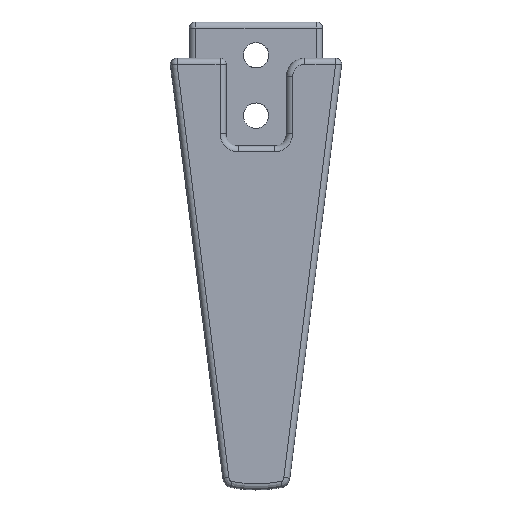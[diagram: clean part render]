
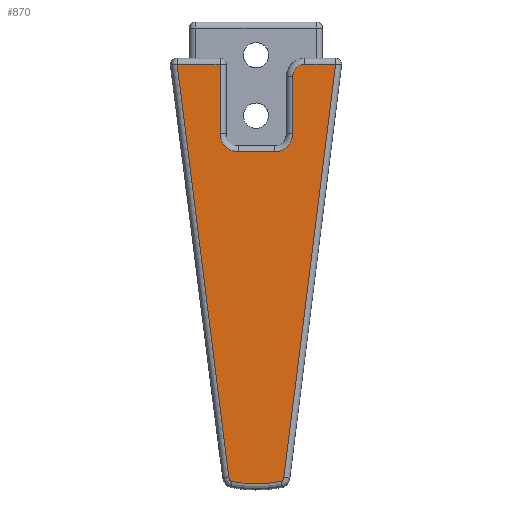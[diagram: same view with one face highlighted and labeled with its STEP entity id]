
A CAD part, front view. The second image highlights one B-rep face of the part: STEP entity #870.
In plain terms, the highlighted planar face has unit normal (0.008, -1, 0).
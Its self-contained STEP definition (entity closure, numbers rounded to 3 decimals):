
#785=AXIS2_PLACEMENT_3D('Plane Axis2P3D',#782,#783,#784) ;
#789=AXIS2_PLACEMENT_3D('Circle Axis2P3D',#787,#788,$) ;
#805=AXIS2_PLACEMENT_3D('Circle Axis2P3D',#803,#804,$) ;
#819=AXIS2_PLACEMENT_3D('Circle Axis2P3D',#817,#818,$) ;
#77=CARTESIAN_POINT('Vertex',(-4.71,20.549,-93.78)) ;
#114=CARTESIAN_POINT('Vertex',(-4.233,20.552,-94.45)) ;
#118=CARTESIAN_POINT('Control Point',(-4.233,20.552,-94.45)) ;
#119=CARTESIAN_POINT('Control Point',(-4.276,20.552,-94.441)) ;
#120=CARTESIAN_POINT('Control Point',(-4.363,20.551,-94.407)) ;
#121=CARTESIAN_POINT('Control Point',(-4.483,20.551,-94.311)) ;
#122=CARTESIAN_POINT('Control Point',(-4.588,20.55,-94.17)) ;
#123=CARTESIAN_POINT('Control Point',(-4.67,20.549,-93.99)) ;
#124=CARTESIAN_POINT('Control Point',(-4.701,20.549,-93.852)) ;
#125=CARTESIAN_POINT('Control Point',(-4.71,20.549,-93.78)) ;
#223=CARTESIAN_POINT('Vertex',(3.912,20.616,-94.45)) ;
#227=CARTESIAN_POINT('Control Point',(3.912,20.616,-94.45)) ;
#228=CARTESIAN_POINT('Control Point',(3.363,20.612,-94.559)) ;
#229=CARTESIAN_POINT('Control Point',(2.3,20.603,-94.729)) ;
#230=CARTESIAN_POINT('Control Point',(0.715,20.591,-94.857)) ;
#231=CARTESIAN_POINT('Control Point',(-0.859,20.579,-94.865)) ;
#232=CARTESIAN_POINT('Control Point',(-2.512,20.566,-94.745)) ;
#233=CARTESIAN_POINT('Control Point',(-3.644,20.557,-94.567)) ;
#234=CARTESIAN_POINT('Control Point',(-4.233,20.552,-94.45)) ;
#754=CARTESIAN_POINT('Vertex',(4.39,20.62,-93.78)) ;
#758=CARTESIAN_POINT('Control Point',(4.39,20.62,-93.78)) ;
#759=CARTESIAN_POINT('Control Point',(4.385,20.62,-93.819)) ;
#760=CARTESIAN_POINT('Control Point',(4.372,20.619,-93.891)) ;
#761=CARTESIAN_POINT('Control Point',(4.343,20.619,-93.992)) ;
#762=CARTESIAN_POINT('Control Point',(4.308,20.619,-94.081)) ;
#763=CARTESIAN_POINT('Control Point',(4.268,20.619,-94.158)) ;
#764=CARTESIAN_POINT('Control Point',(4.226,20.618,-94.224)) ;
#765=CARTESIAN_POINT('Control Point',(4.183,20.618,-94.28)) ;
#766=CARTESIAN_POINT('Control Point',(4.139,20.618,-94.327)) ;
#767=CARTESIAN_POINT('Control Point',(4.095,20.617,-94.364)) ;
#768=CARTESIAN_POINT('Control Point',(4.051,20.617,-94.394)) ;
#769=CARTESIAN_POINT('Control Point',(4.008,20.617,-94.418)) ;
#770=CARTESIAN_POINT('Control Point',(3.962,20.616,-94.438)) ;
#771=CARTESIAN_POINT('Control Point',(3.929,20.616,-94.446)) ;
#772=CARTESIAN_POINT('Control Point',(3.912,20.616,-94.45)) ;
#782=CARTESIAN_POINT('Axis2P3D Location',(16.62,20.715,-11.658)) ;
#787=CARTESIAN_POINT('Axis2P3D Location',(7.84,20.646,-27.396)) ;
#791=CARTESIAN_POINT('Vertex',(5.84,20.631,-27.396)) ;
#793=CARTESIAN_POINT('Vertex',(7.84,20.646,-25.396)) ;
#796=CARTESIAN_POINT('Line Origine',(5.84,20.631,-32.146)) ;
#800=CARTESIAN_POINT('Vertex',(5.84,20.631,-36.896)) ;
#803=CARTESIAN_POINT('Axis2P3D Location',(2.84,20.608,-36.896)) ;
#807=CARTESIAN_POINT('Vertex',(2.84,20.608,-39.896)) ;
#810=CARTESIAN_POINT('Line Origine',(-0.16,20.584,-39.896)) ;
#814=CARTESIAN_POINT('Vertex',(-3.16,20.561,-39.896)) ;
#817=CARTESIAN_POINT('Axis2P3D Location',(-3.16,20.561,-36.896)) ;
#821=CARTESIAN_POINT('Vertex',(-6.16,20.537,-36.896)) ;
#824=CARTESIAN_POINT('Line Origine',(-6.16,20.537,-31.146)) ;
#828=CARTESIAN_POINT('Vertex',(-6.16,20.537,-25.396)) ;
#831=CARTESIAN_POINT('Line Origine',(-9.718,20.51,-25.396)) ;
#835=CARTESIAN_POINT('Vertex',(-13.275,20.482,-25.396)) ;
#838=CARTESIAN_POINT('Line Origine',(-8.993,20.515,-59.588)) ;
#843=CARTESIAN_POINT('Line Origine',(8.672,20.653,-59.588)) ;
#847=CARTESIAN_POINT('Vertex',(12.955,20.686,-25.396)) ;
#850=CARTESIAN_POINT('Line Origine',(10.397,20.666,-25.396)) ;
#783=DIRECTION('Axis2P3D Direction',(0.008,-1.,0.)) ;
#784=DIRECTION('Axis2P3D XDirection',(-1.,-0.008,0.)) ;
#788=DIRECTION('Axis2P3D Direction',(0.008,-1.,0.)) ;
#797=DIRECTION('Vector Direction',(0.,0.,-1.)) ;
#804=DIRECTION('Axis2P3D Direction',(0.008,-1.,0.)) ;
#811=DIRECTION('Vector Direction',(-1.,-0.008,0.)) ;
#818=DIRECTION('Axis2P3D Direction',(0.008,-1.,0.)) ;
#825=DIRECTION('Vector Direction',(0.,0.,-1.)) ;
#832=DIRECTION('Vector Direction',(-1.,-0.008,0.)) ;
#839=DIRECTION('Vector Direction',(0.124,0.001,-0.992)) ;
#844=DIRECTION('Vector Direction',(0.124,0.001,0.992)) ;
#851=DIRECTION('Vector Direction',(1.,0.008,0.)) ;
#798=VECTOR('Line Direction',#797,1.) ;
#812=VECTOR('Line Direction',#811,1.) ;
#826=VECTOR('Line Direction',#825,1.) ;
#833=VECTOR('Line Direction',#832,1.) ;
#840=VECTOR('Line Direction',#839,1.) ;
#845=VECTOR('Line Direction',#844,1.) ;
#852=VECTOR('Line Direction',#851,1.) ;
#856=ORIENTED_EDGE('',*,*,#795,.F.) ;
#857=ORIENTED_EDGE('',*,*,#802,.F.) ;
#858=ORIENTED_EDGE('',*,*,#809,.F.) ;
#859=ORIENTED_EDGE('',*,*,#816,.F.) ;
#860=ORIENTED_EDGE('',*,*,#823,.F.) ;
#861=ORIENTED_EDGE('',*,*,#830,.F.) ;
#862=ORIENTED_EDGE('',*,*,#837,.T.) ;
#863=ORIENTED_EDGE('',*,*,#842,.T.) ;
#864=ORIENTED_EDGE('',*,*,#126,.F.) ;
#865=ORIENTED_EDGE('',*,*,#235,.F.) ;
#866=ORIENTED_EDGE('',*,*,#773,.F.) ;
#867=ORIENTED_EDGE('',*,*,#849,.T.) ;
#868=ORIENTED_EDGE('',*,*,#854,.F.) ;
#870=ADVANCED_FACE('brep_5',(#869),#786,.T.) ;
#790=CIRCLE('generated circle',#789,2.) ;
#806=CIRCLE('generated circle',#805,3.) ;
#820=CIRCLE('generated circle',#819,3.) ;
#126=EDGE_CURVE('',#115,#78,#117,.T.) ;
#235=EDGE_CURVE('',#224,#115,#226,.T.) ;
#773=EDGE_CURVE('',#755,#224,#757,.T.) ;
#795=EDGE_CURVE('',#792,#794,#790,.F.) ;
#802=EDGE_CURVE('',#801,#792,#799,.F.) ;
#809=EDGE_CURVE('',#808,#801,#806,.T.) ;
#816=EDGE_CURVE('',#815,#808,#813,.F.) ;
#823=EDGE_CURVE('',#822,#815,#820,.T.) ;
#830=EDGE_CURVE('',#829,#822,#827,.T.) ;
#837=EDGE_CURVE('',#829,#836,#834,.T.) ;
#842=EDGE_CURVE('',#836,#78,#841,.T.) ;
#849=EDGE_CURVE('',#755,#848,#846,.T.) ;
#854=EDGE_CURVE('',#794,#848,#853,.T.) ;
#855=EDGE_LOOP('',(#856,#857,#858,#859,#860,#861,#862,#863,#864,#865,#866,#867,#868)) ;
#869=FACE_OUTER_BOUND('',#855,.T.) ;
#799=LINE('Line',#796,#798) ;
#813=LINE('Line',#810,#812) ;
#827=LINE('Line',#824,#826) ;
#834=LINE('Line',#831,#833) ;
#841=LINE('Line',#838,#840) ;
#846=LINE('Line',#843,#845) ;
#853=LINE('Line',#850,#852) ;
#786=PLANE('',#785) ;
#78=VERTEX_POINT('',#77) ;
#115=VERTEX_POINT('',#114) ;
#224=VERTEX_POINT('',#223) ;
#755=VERTEX_POINT('',#754) ;
#792=VERTEX_POINT('',#791) ;
#794=VERTEX_POINT('',#793) ;
#801=VERTEX_POINT('',#800) ;
#808=VERTEX_POINT('',#807) ;
#815=VERTEX_POINT('',#814) ;
#822=VERTEX_POINT('',#821) ;
#829=VERTEX_POINT('',#828) ;
#836=VERTEX_POINT('',#835) ;
#848=VERTEX_POINT('',#847) ;
#117=(BOUNDED_CURVE()B_SPLINE_CURVE(3,(#118,#119,#120,#121,#122,#123,#124,#125),.UNSPECIFIED.,.F.,.U.)B_SPLINE_CURVE_WITH_KNOTS((4,1,1,1,1,4),(0.146,0.491,0.852,1.238,1.656,2.108),.UNSPECIFIED.)CURVE()GEOMETRIC_REPRESENTATION_ITEM()RATIONAL_B_SPLINE_CURVE((1.456,1.456,1.456,1.456,1.456,1.456,1.456,1.456))REPRESENTATION_ITEM('')) ;
#226=(BOUNDED_CURVE()B_SPLINE_CURVE(3,(#227,#228,#229,#230,#231,#232,#233,#234),.UNSPECIFIED.,.F.,.U.)B_SPLINE_CURVE_WITH_KNOTS((4,1,1,1,1,4),(0.088,1.835,3.445,5.044,6.743,8.615),.UNSPECIFIED.)CURVE()GEOMETRIC_REPRESENTATION_ITEM()RATIONAL_B_SPLINE_CURVE((1.463,1.463,1.463,1.463,1.463,1.463,1.463,1.463))REPRESENTATION_ITEM('')) ;
#757=(BOUNDED_CURVE()B_SPLINE_CURVE(3,(#758,#759,#760,#761,#762,#763,#764,#765,#766,#767,#768,#769,#770,#771,#772),.UNSPECIFIED.,.F.,.U.)B_SPLINE_CURVE_WITH_KNOTS((4,1,1,1,1,1,1,1,1,1,1,1,4),(0.112,0.35,0.567,0.767,0.951,1.122,1.279,1.425,1.561,1.686,1.806,1.928,2.064),.UNSPECIFIED.)CURVE()GEOMETRIC_REPRESENTATION_ITEM()RATIONAL_B_SPLINE_CURVE((1.456,1.456,1.456,1.456,1.456,1.456,1.456,1.456,1.456,1.456,1.456,1.456,1.456,1.456,1.456))REPRESENTATION_ITEM('')) ;
